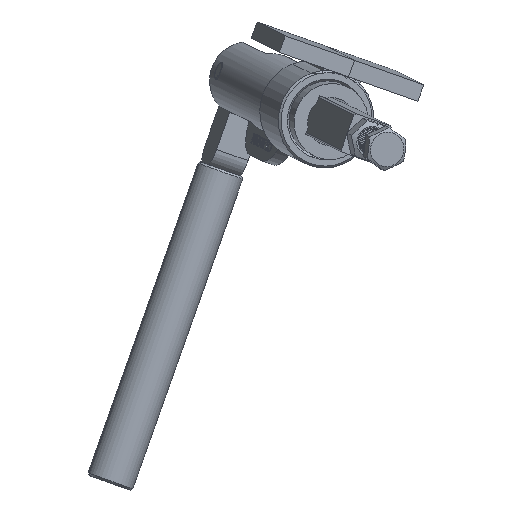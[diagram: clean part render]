
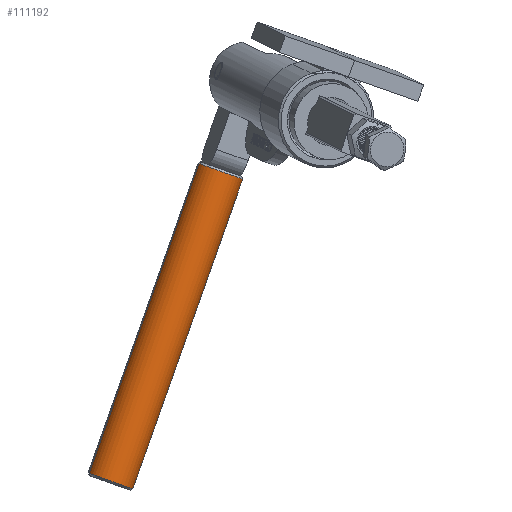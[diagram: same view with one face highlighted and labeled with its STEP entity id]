
A CAD part, left-side view. The second image highlights one B-rep face of the part: STEP entity #111192.
In plain terms, the highlighted cylindrical face has radius 10.85 mm (diameter 21.7 mm), a partial arc.
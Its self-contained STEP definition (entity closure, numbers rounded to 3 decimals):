
#1339 = LINE ( 'NONE', #46945, #18653 ) ;
#5090 = CARTESIAN_POINT ( 'NONE',  ( 9.944, 52., -2.85 ) ) ;
#7212 = AXIS2_PLACEMENT_3D ( 'NONE', #12613, #72693, #21187 ) ;
#10668 = DIRECTION ( 'NONE',  ( 0., 0., -1. ) ) ;
#12613 = CARTESIAN_POINT ( 'NONE',  ( 9.944, 202., 8. ) ) ;
#14006 = CARTESIAN_POINT ( 'NONE',  ( 9.944, 202., 18.85 ) ) ;
#15324 = CARTESIAN_POINT ( 'NONE',  ( 9.944, 202., -2.85 ) ) ;
#17325 = CARTESIAN_POINT ( 'NONE',  ( 9.944, 52., 8. ) ) ;
#17800 = FACE_OUTER_BOUND ( 'NONE', #60817, .T. ) ;
#18342 = EDGE_CURVE ( 'NONE', #77606, #34469, #51645, .T. ) ;
#18653 = VECTOR ( 'NONE', #98503, 1000. ) ;
#21187 = DIRECTION ( 'NONE',  ( 0., 0., -1. ) ) ;
#23685 = LINE ( 'NONE', #47493, #26425 ) ;
#25947 = DIRECTION ( 'NONE',  ( 0., 0., -1. ) ) ;
#26425 = VECTOR ( 'NONE', #107623, 1000. ) ;
#34399 = VERTEX_POINT ( 'NONE', #5090 ) ;
#34469 = VERTEX_POINT ( 'NONE', #14006 ) ;
#35806 = VERTEX_POINT ( 'NONE', #103941 ) ;
#45185 = CARTESIAN_POINT ( 'NONE',  ( 9.944, 203., 8. ) ) ;
#46945 = CARTESIAN_POINT ( 'NONE',  ( 9.944, 203., 18.85 ) ) ;
#47493 = CARTESIAN_POINT ( 'NONE',  ( 9.944, 203., -2.85 ) ) ;
#51645 = CIRCLE ( 'NONE', #7212, 10.85 ) ;
#51722 = AXIS2_PLACEMENT_3D ( 'NONE', #45185, #96721, #10668 ) ;
#51914 = ORIENTED_EDGE ( 'NONE', *, *, #89700, .T. ) ;
#55080 = AXIS2_PLACEMENT_3D ( 'NONE', #17325, #77472, #25947 ) ;
#59881 = ORIENTED_EDGE ( 'NONE', *, *, #89397, .T. ) ;
#60817 = EDGE_LOOP ( 'NONE', ( #95656, #51914, #59881, #89483 ) ) ;
#72693 = DIRECTION ( 'NONE',  ( 0., -1., 0. ) ) ;
#77472 = DIRECTION ( 'NONE',  ( 0., 1., 0. ) ) ;
#77606 = VERTEX_POINT ( 'NONE', #15324 ) ;
#79198 = EDGE_CURVE ( 'NONE', #77606, #34399, #23685, .T. ) ;
#89397 = EDGE_CURVE ( 'NONE', #35806, #34399, #103496, .T. ) ;
#89483 = ORIENTED_EDGE ( 'NONE', *, *, #79198, .F. ) ;
#89700 = EDGE_CURVE ( 'NONE', #34469, #35806, #1339, .T. ) ;
#95656 = ORIENTED_EDGE ( 'NONE', *, *, #18342, .T. ) ;
#96721 = DIRECTION ( 'NONE',  ( 0., -1., 0. ) ) ;
#98503 = DIRECTION ( 'NONE',  ( 0., -1., 0. ) ) ;
#103496 = CIRCLE ( 'NONE', #55080, 10.85 ) ;
#103941 = CARTESIAN_POINT ( 'NONE',  ( 9.944, 52., 18.85 ) ) ;
#106800 = CYLINDRICAL_SURFACE ( 'NONE', #51722, 10.85 ) ;
#107623 = DIRECTION ( 'NONE',  ( 0., -1., 0. ) ) ;
#111192 = ADVANCED_FACE ( 'NONE', ( #17800 ), #106800, .T. ) ;
